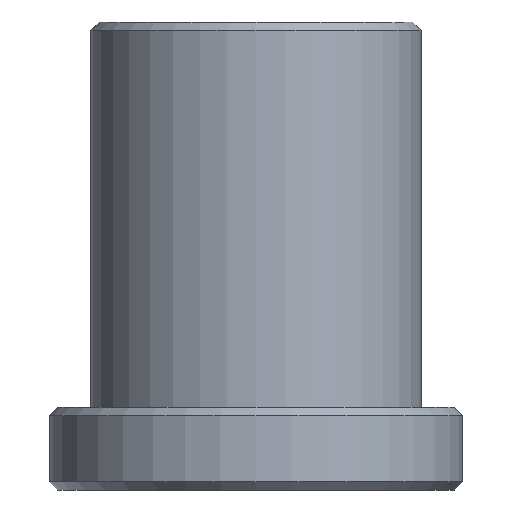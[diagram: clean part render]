
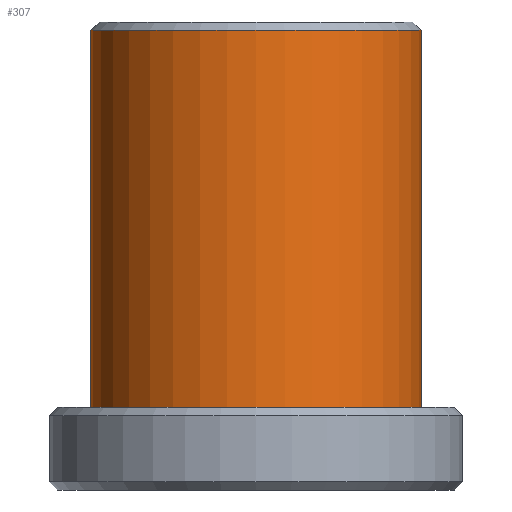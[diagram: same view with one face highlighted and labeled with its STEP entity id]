
A CAD part, front view. The second image highlights one B-rep face of the part: STEP entity #307.
In plain terms, the highlighted cylindrical face has radius 6 mm (diameter 12 mm), a partial arc.
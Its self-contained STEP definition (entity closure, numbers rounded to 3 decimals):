
#12 = VERTEX_POINT ( 'NONE', #611 ) ;
#18 = DIRECTION ( 'NONE',  ( 0., 0., -1. ) ) ;
#28 = EDGE_CURVE ( 'NONE', #12, #226, #758, .T. ) ;
#113 = CARTESIAN_POINT ( 'NONE',  ( 0., 0., 3. ) ) ;
#114 = DIRECTION ( 'NONE',  ( 0., 0., -1. ) ) ;
#147 = CARTESIAN_POINT ( 'NONE',  ( 6., 0., 3. ) ) ;
#171 = CYLINDRICAL_SURFACE ( 'NONE', #923, 6. ) ;
#226 = VERTEX_POINT ( 'NONE', #234 ) ;
#234 = CARTESIAN_POINT ( 'NONE',  ( -6., 0., 3. ) ) ;
#252 = EDGE_CURVE ( 'NONE', #799, #12, #496, .T. ) ;
#279 = DIRECTION ( 'NONE',  ( -1., 0., 0. ) ) ;
#295 = DIRECTION ( 'NONE',  ( 0., 0., -1. ) ) ;
#307 = ADVANCED_FACE ( 'NONE', ( #776 ), #171, .T. ) ;
#446 = CARTESIAN_POINT ( 'NONE',  ( 0., 0., 17. ) ) ;
#449 = EDGE_CURVE ( 'NONE', #609, #226, #896, .T. ) ;
#496 = CIRCLE ( 'NONE', #702, 6. ) ;
#541 = DIRECTION ( 'NONE',  ( 1., 0., 0. ) ) ;
#552 = DIRECTION ( 'NONE',  ( 0., 0., -1. ) ) ;
#556 = CARTESIAN_POINT ( 'NONE',  ( 0., 0., 16.7 ) ) ;
#583 = CARTESIAN_POINT ( 'NONE',  ( -6., 0., 17. ) ) ;
#609 = VERTEX_POINT ( 'NONE', #147 ) ;
#611 = CARTESIAN_POINT ( 'NONE',  ( -6., 0., 16.7 ) ) ;
#687 = VECTOR ( 'NONE', #18, 1000. ) ;
#702 = AXIS2_PLACEMENT_3D ( 'NONE', #556, #552, #541 ) ;
#711 = ORIENTED_EDGE ( 'NONE', *, *, #28, .T. ) ;
#758 = LINE ( 'NONE', #583, #687 ) ;
#776 = FACE_OUTER_BOUND ( 'NONE', #1334, .T. ) ;
#799 = VERTEX_POINT ( 'NONE', #1198 ) ;
#822 = ORIENTED_EDGE ( 'NONE', *, *, #449, .F. ) ;
#896 = CIRCLE ( 'NONE', #1369, 6. ) ;
#918 = LINE ( 'NONE', #1415, #952 ) ;
#923 = AXIS2_PLACEMENT_3D ( 'NONE', #446, #114, #1317 ) ;
#952 = VECTOR ( 'NONE', #295, 1000. ) ;
#960 = DIRECTION ( 'NONE',  ( 0., 0., -1. ) ) ;
#1198 = CARTESIAN_POINT ( 'NONE',  ( 6., 0., 16.7 ) ) ;
#1249 = ORIENTED_EDGE ( 'NONE', *, *, #1314, .F. ) ;
#1314 = EDGE_CURVE ( 'NONE', #799, #609, #918, .T. ) ;
#1317 = DIRECTION ( 'NONE',  ( -1., 0., 0. ) ) ;
#1334 = EDGE_LOOP ( 'NONE', ( #1249, #1403, #711, #822 ) ) ;
#1369 = AXIS2_PLACEMENT_3D ( 'NONE', #113, #960, #279 ) ;
#1403 = ORIENTED_EDGE ( 'NONE', *, *, #252, .T. ) ;
#1415 = CARTESIAN_POINT ( 'NONE',  ( 6., 0., 17. ) ) ;
